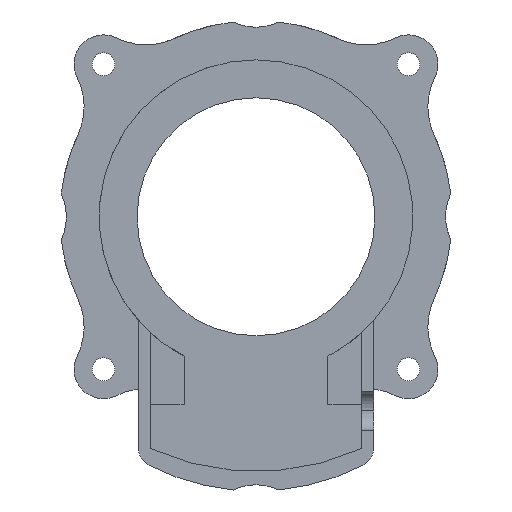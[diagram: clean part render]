
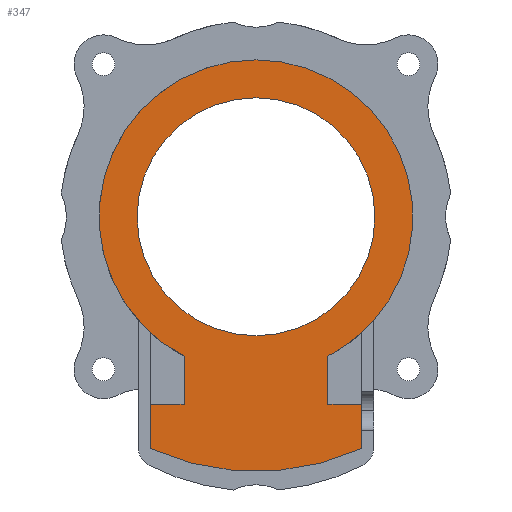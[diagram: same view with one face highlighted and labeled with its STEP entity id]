
A CAD part, front view. The second image highlights one B-rep face of the part: STEP entity #347.
In plain terms, the highlighted planar face has unit normal (0, -1, 0).
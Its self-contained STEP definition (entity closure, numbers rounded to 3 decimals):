
#245=CARTESIAN_POINT('',(21.5,121.,0.));
#246=DIRECTION('',(-0.,1.,-0.));
#247=DIRECTION('',(-0.,-0.,-1.));
#248=AXIS2_PLACEMENT_3D('',#245,#246,#247);
#249=PLANE('',#248);
#250=CARTESIAN_POINT('',(-11.,121.,-21.331));
#251=VERTEX_POINT('',#250);
#252=CARTESIAN_POINT('',(0.,121.,24.));
#253=VERTEX_POINT('',#252);
#254=CARTESIAN_POINT('',(0.,121.,0.));
#255=DIRECTION('',(-0.,1.,-0.));
#256=DIRECTION('',(-1.,-0.,0.));
#257=AXIS2_PLACEMENT_3D('',#254,#255,#256);
#258=CIRCLE('',#257,24.);
#259=EDGE_CURVE('',#251,#253,#258,.T.);
#260=ORIENTED_EDGE('',*,*,#259,.F.);
#261=CARTESIAN_POINT('',(-11.,121.,-28.698));
#262=VERTEX_POINT('',#261);
#263=CARTESIAN_POINT('',(-11.,121.,-21.331));
#264=DIRECTION('',(-0.,-0.,-1.));
#265=VECTOR('',#264,7.368);
#266=LINE('',#263,#265);
#267=EDGE_CURVE('',#251,#262,#266,.T.);
#268=ORIENTED_EDGE('',*,*,#267,.T.);
#269=CARTESIAN_POINT('',(-16.163,121.,-28.698));
#270=VERTEX_POINT('',#269);
#271=CARTESIAN_POINT('',(-11.,121.,-28.698));
#272=DIRECTION('',(-1.,0.,-0.));
#273=VECTOR('',#272,5.163);
#274=LINE('',#271,#273);
#275=EDGE_CURVE('',#262,#270,#274,.T.);
#276=ORIENTED_EDGE('',*,*,#275,.T.);
#277=CARTESIAN_POINT('',(-16.163,121.,-35.457));
#278=VERTEX_POINT('',#277);
#279=CARTESIAN_POINT('',(-16.163,121.,-28.698));
#280=DIRECTION('',(-0.,-0.,-1.));
#281=VECTOR('',#280,6.759);
#282=LINE('',#279,#281);
#283=EDGE_CURVE('',#270,#278,#282,.T.);
#284=ORIENTED_EDGE('',*,*,#283,.T.);
#285=CARTESIAN_POINT('',(16.163,121.,-35.457));
#286=VERTEX_POINT('',#285);
#287=CARTESIAN_POINT('',(0.,121.,0.036));
#288=DIRECTION('',(0.,-1.,0.));
#289=DIRECTION('',(1.,0.,0.));
#290=AXIS2_PLACEMENT_3D('',#287,#288,#289);
#291=CIRCLE('',#290,39.);
#292=EDGE_CURVE('',#278,#286,#291,.T.);
#293=ORIENTED_EDGE('',*,*,#292,.T.);
#294=CARTESIAN_POINT('',(16.163,121.,-28.698));
#295=VERTEX_POINT('',#294);
#296=CARTESIAN_POINT('',(16.163,121.,-28.698));
#297=DIRECTION('',(-0.,-0.,-1.));
#298=VECTOR('',#297,6.759);
#299=LINE('',#296,#298);
#300=EDGE_CURVE('',#295,#286,#299,.T.);
#301=ORIENTED_EDGE('',*,*,#300,.F.);
#302=CARTESIAN_POINT('',(11.,121.,-28.698));
#303=VERTEX_POINT('',#302);
#304=CARTESIAN_POINT('',(11.,121.,-28.698));
#305=DIRECTION('',(1.,0.,-0.));
#306=VECTOR('',#305,5.163);
#307=LINE('',#304,#306);
#308=EDGE_CURVE('',#303,#295,#307,.T.);
#309=ORIENTED_EDGE('',*,*,#308,.F.);
#310=CARTESIAN_POINT('',(11.,121.,-21.331));
#311=VERTEX_POINT('',#310);
#312=CARTESIAN_POINT('',(11.,121.,-21.331));
#313=DIRECTION('',(0.,-0.,-1.));
#314=VECTOR('',#313,7.368);
#315=LINE('',#312,#314);
#316=EDGE_CURVE('',#311,#303,#315,.T.);
#317=ORIENTED_EDGE('',*,*,#316,.F.);
#318=CARTESIAN_POINT('',(18.,121.,-15.875));
#319=VERTEX_POINT('',#318);
#320=CARTESIAN_POINT('',(0.,121.,0.));
#321=DIRECTION('',(0.,-1.,0.));
#322=DIRECTION('',(-1.,-0.,0.));
#323=AXIS2_PLACEMENT_3D('',#320,#321,#322);
#324=CIRCLE('',#323,24.);
#325=EDGE_CURVE('',#311,#319,#324,.T.);
#326=ORIENTED_EDGE('',*,*,#325,.T.);
#327=CARTESIAN_POINT('',(0.,121.,0.));
#328=DIRECTION('',(0.,-1.,0.));
#329=DIRECTION('',(0.,0.,1.));
#330=AXIS2_PLACEMENT_3D('',#327,#328,#329);
#331=CIRCLE('',#330,24.);
#332=EDGE_CURVE('',#319,#253,#331,.T.);
#333=ORIENTED_EDGE('',*,*,#332,.T.);
#334=EDGE_LOOP('',(#260,#268,#276,#284,#293,#301,#309,#317,#326,#333));
#335=FACE_BOUND('',#334,.T.);
#336=CARTESIAN_POINT('',(0.,121.,-18.2));
#337=VERTEX_POINT('',#336);
#338=CARTESIAN_POINT('',(0.,121.,0.));
#339=DIRECTION('',(-0.,1.,-0.));
#340=DIRECTION('',(-0.,-0.,-1.));
#341=AXIS2_PLACEMENT_3D('',#338,#339,#340);
#342=CIRCLE('',#341,18.2);
#343=EDGE_CURVE('',#337,#337,#342,.T.);
#344=ORIENTED_EDGE('',*,*,#343,.T.);
#345=EDGE_LOOP('',(#344));
#346=FACE_BOUND('',#345,.T.);
#347=ADVANCED_FACE('',(#335,#346),#249,.F.);
